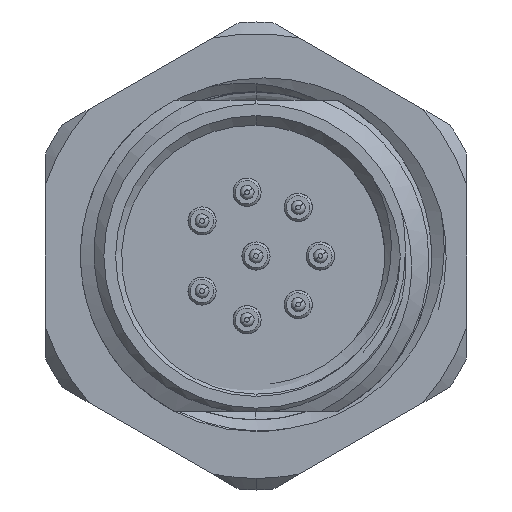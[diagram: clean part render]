
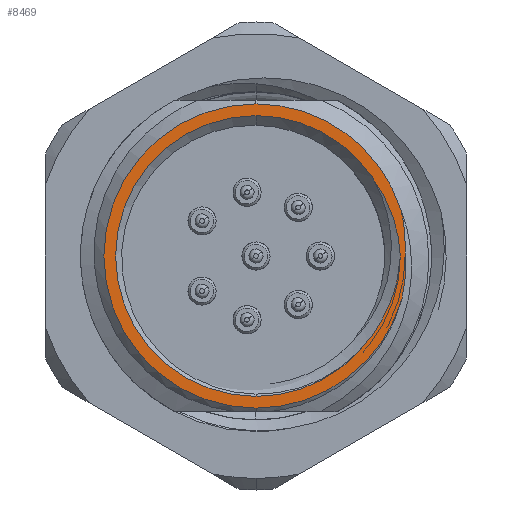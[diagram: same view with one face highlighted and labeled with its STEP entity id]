
A CAD part, left-side view. The second image highlights one B-rep face of the part: STEP entity #8469.
In plain terms, the highlighted planar face has unit normal (-1, 0, 0).
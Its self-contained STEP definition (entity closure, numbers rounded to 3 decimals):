
#8 = CARTESIAN_POINT ( 'NONE',  ( -15., -6.374, 0.083 ) ) ;
#86 = B_SPLINE_CURVE_WITH_KNOTS ( 'NONE', 3,
 ( #9697, #11459, #12543, #3825 ),
 .UNSPECIFIED., .F., .F.,
 ( 4, 4 ),
 ( 0., 0.002 ),
 .UNSPECIFIED. ) ;
#254 = CARTESIAN_POINT ( 'NONE',  ( -15., 0., 0. ) ) ;
#286 = CIRCLE ( 'NONE', #10692, 6.5 ) ;
#714 = ORIENTED_EDGE ( 'NONE', *, *, #3209, .T. ) ;
#788 = ORIENTED_EDGE ( 'NONE', *, *, #2682, .T. ) ;
#1085 = CARTESIAN_POINT ( 'NONE',  ( -15., -4.958, -3.379 ) ) ;
#1099 = DIRECTION ( 'NONE',  ( 1., 0., 0. ) ) ;
#1179 = CARTESIAN_POINT ( 'NONE',  ( -15., -6.247, -1.796 ) ) ;
#1182 = VERTEX_POINT ( 'NONE', #1179 ) ;
#1651 = DIRECTION ( 'NONE',  ( 0., 0., -1. ) ) ;
#1853 = DIRECTION ( 'NONE',  ( -1., 0., 0. ) ) ;
#1859 = CARTESIAN_POINT ( 'NONE',  ( -15., 0., 0. ) ) ;
#1917 = CARTESIAN_POINT ( 'NONE',  ( -15., -4.958, -3.379 ) ) ;
#1982 = DIRECTION ( 'NONE',  ( 0., 0., -1. ) ) ;
#2033 = CARTESIAN_POINT ( 'NONE',  ( -15., 0., -6. ) ) ;
#2145 = EDGE_CURVE ( 'NONE', #8408, #8745, #7897, .T. ) ;
#2298 = CARTESIAN_POINT ( 'NONE',  ( -15., -6.02, 1.217 ) ) ;
#2329 = AXIS2_PLACEMENT_3D ( 'NONE', #10888, #1099, #5034 ) ;
#2442 = EDGE_CURVE ( 'NONE', #8745, #9109, #3067, .T. ) ;
#2682 = EDGE_CURVE ( 'NONE', #9426, #5721, #286, .T. ) ;
#2771 = CARTESIAN_POINT ( 'NONE',  ( -15., -5.304, -2.881 ) ) ;
#3033 = PLANE ( 'NONE',  #2329 ) ;
#3066 = DIRECTION ( 'NONE',  ( 0., 0., -1. ) ) ;
#3067 = CIRCLE ( 'NONE', #8588, 6. ) ;
#3089 = ORIENTED_EDGE ( 'NONE', *, *, #12426, .T. ) ;
#3109 = CARTESIAN_POINT ( 'NONE',  ( -15., -6.201, 1.948 ) ) ;
#3209 = EDGE_CURVE ( 'NONE', #8338, #11683, #8939, .T. ) ;
#3633 = DIRECTION ( 'NONE',  ( 0., 0., -1. ) ) ;
#3705 = CARTESIAN_POINT ( 'NONE',  ( -15., -6.4, -0.547 ) ) ;
#3825 = CARTESIAN_POINT ( 'NONE',  ( -15., -6.201, 1.948 ) ) ;
#3888 = CARTESIAN_POINT ( 'NONE',  ( -15., 0., 0. ) ) ;
#3912 = DIRECTION ( 'NONE',  ( 1., 0., 0. ) ) ;
#3983 = CARTESIAN_POINT ( 'NONE',  ( -15., -6.024, -1.206 ) ) ;
#4008 = AXIS2_PLACEMENT_3D ( 'NONE', #6213, #11922, #3066 ) ;
#4196 = AXIS2_PLACEMENT_3D ( 'NONE', #254, #8493, #7295 ) ;
#4225 = CARTESIAN_POINT ( 'NONE',  ( -15., -5.593, 2.345 ) ) ;
#4579 = ORIENTED_EDGE ( 'NONE', *, *, #12089, .T. ) ;
#5034 = DIRECTION ( 'NONE',  ( 0., 0., -1. ) ) ;
#5721 = VERTEX_POINT ( 'NONE', #6158 ) ;
#5991 = CARTESIAN_POINT ( 'NONE',  ( -15., -6.166, 0.001 ) ) ;
#6068 = EDGE_CURVE ( 'NONE', #1182, #11755, #11807, .T. ) ;
#6158 = CARTESIAN_POINT ( 'NONE',  ( -15., 0., 6.5 ) ) ;
#6173 = ORIENTED_EDGE ( 'NONE', *, *, #2145, .T. ) ;
#6213 = CARTESIAN_POINT ( 'NONE',  ( -15., 0., 0. ) ) ;
#6600 = CARTESIAN_POINT ( 'NONE',  ( -15., -4.958, 3.38 ) ) ;
#6638 = DIRECTION ( 'NONE',  ( 1., 0., 0. ) ) ;
#6663 = CARTESIAN_POINT ( 'NONE',  ( -15., 0., 0. ) ) ;
#6690 = EDGE_CURVE ( 'NONE', #11755, #9426, #86, .T. ) ;
#6749 = CARTESIAN_POINT ( 'NONE',  ( -15., -6.14, -0.612 ) ) ;
#6781 = CARTESIAN_POINT ( 'NONE',  ( -15., -6.313, -1.489 ) ) ;
#6882 = EDGE_LOOP ( 'NONE', ( #9751, #4579, #714, #3089, #6173 ) ) ;
#6904 = CARTESIAN_POINT ( 'NONE',  ( -15., -6.166, 0.001 ) ) ;
#6932 = CARTESIAN_POINT ( 'NONE',  ( -15., -6.166, 0.001 ) ) ;
#7100 = B_SPLINE_CURVE_WITH_KNOTS ( 'NONE', 3,
 ( #9077, #9974, #8950, #4225, #9905, #2298, #11979, #6904 ),
 .UNSPECIFIED., .F., .F.,
 ( 4, 2, 2, 4 ),
 ( 0.014, 0.015, 0.016, 0.018 ),
 .UNSPECIFIED. ) ;
#7140 = CARTESIAN_POINT ( 'NONE',  ( -15., 0., 6. ) ) ;
#7295 = DIRECTION ( 'NONE',  ( 0., 0., -1. ) ) ;
#7391 = EDGE_CURVE ( 'NONE', #5721, #9448, #10206, .T. ) ;
#7473 = CARTESIAN_POINT ( 'NONE',  ( -15., 0., 0. ) ) ;
#7664 = CARTESIAN_POINT ( 'NONE',  ( -15., -6.374, 0.083 ) ) ;
#7813 = EDGE_LOOP ( 'NONE', ( #12022, #8846, #788, #7885, #8221 ) ) ;
#7880 = CIRCLE ( 'NONE', #4008, 6.5 ) ;
#7885 = ORIENTED_EDGE ( 'NONE', *, *, #7391, .T. ) ;
#7897 = B_SPLINE_CURVE_WITH_KNOTS ( 'NONE', 3,
 ( #6932, #6749, #3983, #8791, #8659, #2771, #8727, #1085 ),
 .UNSPECIFIED., .F., .F.,
 ( 4, 2, 2, 4 ),
 ( 0., 0.002, 0.003, 0.004 ),
 .UNSPECIFIED. ) ;
#7901 = FACE_BOUND ( 'NONE', #6882, .T. ) ;
#8221 = ORIENTED_EDGE ( 'NONE', *, *, #11927, .T. ) ;
#8338 = VERTEX_POINT ( 'NONE', #7140 ) ;
#8341 = CARTESIAN_POINT ( 'NONE',  ( -15., 0., -6.5 ) ) ;
#8408 = VERTEX_POINT ( 'NONE', #5991 ) ;
#8469 = ADVANCED_FACE ( 'NONE', ( #7901, #11764 ), #3033, .F. ) ;
#8493 = DIRECTION ( 'NONE',  ( 1., 0., 0. ) ) ;
#8588 = AXIS2_PLACEMENT_3D ( 'NONE', #1859, #3912, #10740 ) ;
#8628 = CARTESIAN_POINT ( 'NONE',  ( -15., -6.399, -0.232 ) ) ;
#8659 = CARTESIAN_POINT ( 'NONE',  ( -15., -5.591, -2.348 ) ) ;
#8727 = CARTESIAN_POINT ( 'NONE',  ( -15., -5.141, -3.136 ) ) ;
#8745 = VERTEX_POINT ( 'NONE', #1917 ) ;
#8791 = CARTESIAN_POINT ( 'NONE',  ( -15., -5.716, -2.067 ) ) ;
#8846 = ORIENTED_EDGE ( 'NONE', *, *, #6690, .T. ) ;
#8939 = CIRCLE ( 'NONE', #9141, 6. ) ;
#8950 = CARTESIAN_POINT ( 'NONE',  ( -15., -5.304, 2.88 ) ) ;
#9077 = CARTESIAN_POINT ( 'NONE',  ( -15., -4.958, 3.38 ) ) ;
#9109 = VERTEX_POINT ( 'NONE', #2033 ) ;
#9141 = AXIS2_PLACEMENT_3D ( 'NONE', #3888, #6638, #3633 ) ;
#9291 = CIRCLE ( 'NONE', #4196, 6. ) ;
#9426 = VERTEX_POINT ( 'NONE', #3109 ) ;
#9448 = VERTEX_POINT ( 'NONE', #8341 ) ;
#9697 = CARTESIAN_POINT ( 'NONE',  ( -15., -6.374, 0.083 ) ) ;
#9751 = ORIENTED_EDGE ( 'NONE', *, *, #2442, .T. ) ;
#9775 = CARTESIAN_POINT ( 'NONE',  ( -15., -6.247, -1.796 ) ) ;
#9905 = CARTESIAN_POINT ( 'NONE',  ( -15., -5.715, 2.069 ) ) ;
#9974 = CARTESIAN_POINT ( 'NONE',  ( -15., -5.139, 3.138 ) ) ;
#10206 = CIRCLE ( 'NONE', #11803, 6.5 ) ;
#10692 = AXIS2_PLACEMENT_3D ( 'NONE', #7473, #11354, #1651 ) ;
#10740 = DIRECTION ( 'NONE',  ( 0., 0., -1. ) ) ;
#10888 = CARTESIAN_POINT ( 'NONE',  ( -15., 7.5, 0. ) ) ;
#11354 = DIRECTION ( 'NONE',  ( -1., 0., 0. ) ) ;
#11459 = CARTESIAN_POINT ( 'NONE',  ( -15., -6.407, 0.715 ) ) ;
#11683 = VERTEX_POINT ( 'NONE', #6600 ) ;
#11755 = VERTEX_POINT ( 'NONE', #8 ) ;
#11764 = FACE_OUTER_BOUND ( 'NONE', #7813, .T. ) ;
#11803 = AXIS2_PLACEMENT_3D ( 'NONE', #6663, #1853, #1982 ) ;
#11807 = B_SPLINE_CURVE_WITH_KNOTS ( 'NONE', 3,
 ( #9775, #6781, #12428, #3705, #8628, #7664 ),
 .UNSPECIFIED., .F., .F.,
 ( 4, 2, 4 ),
 ( 0.007, 0.007, 0.008 ),
 .UNSPECIFIED. ) ;
#11922 = DIRECTION ( 'NONE',  ( -1., 0., 0. ) ) ;
#11927 = EDGE_CURVE ( 'NONE', #9448, #1182, #7880, .T. ) ;
#11979 = CARTESIAN_POINT ( 'NONE',  ( -15., -6.14, 0.612 ) ) ;
#12022 = ORIENTED_EDGE ( 'NONE', *, *, #6068, .T. ) ;
#12089 = EDGE_CURVE ( 'NONE', #9109, #8338, #9291, .T. ) ;
#12426 = EDGE_CURVE ( 'NONE', #11683, #8408, #7100, .T. ) ;
#12428 = CARTESIAN_POINT ( 'NONE',  ( -15., -6.357, -1.174 ) ) ;
#12543 = CARTESIAN_POINT ( 'NONE',  ( -15., -6.349, 1.337 ) ) ;
